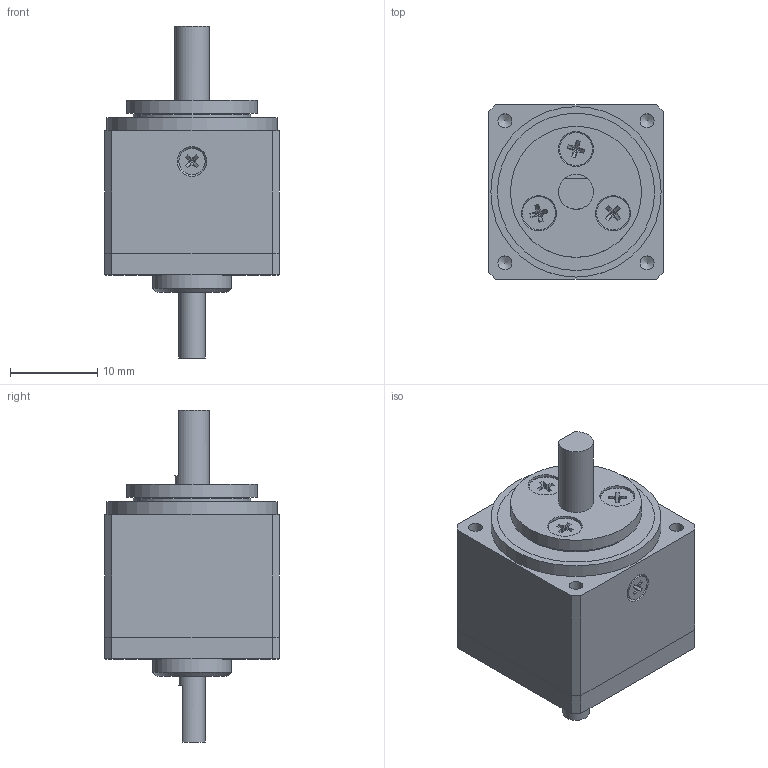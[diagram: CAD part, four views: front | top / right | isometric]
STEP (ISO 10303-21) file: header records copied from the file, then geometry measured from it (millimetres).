
FILE_DESCRIPTION(/* description */ ('STEP AP242','CAx-IF Rec.Pracs.---Representation and Presentation of Product Manufacturing Information (PMI)---4.0---2014-10-13','CAx-IF Rec.Pracs.---3D Tessellated Geometry---0.4---2014-09-14','2;1'),/* implementation_level */ '2;1');
FILE_NAME(/* name */ '68877cd07ce0f65ce4feef96',/* time_stamp */ '2025-07-28T13:36:18Z',/* author */ (''),/* organization */ (''),/* preprocessor_version */ 'ST-DEVELOPER v20',/* originating_system */ 'ONSHAPE BY PTC INC, 1.201',/* authorisation */ ' ');
FILE_SCHEMA (('AP242_MANAGED_MODEL_BASED_3D_ENGINEERING_MIM_LF { 1 0 10303 442 1 1 4 }'));
Length unit declared in the file: metre
Products named in the file (44): CS-05-1U; ????????? M2??5_?A?O; CS-05-1U-03_?A?O; CS05-1U-02_?A?O; CS05-1U-05_?A?O; ????????? M1.6??3_?A?O; CS05-1U-01_?A?O; CS-05???????_?A?O <1>; CS-05-??????????; ??14x0.8  O???_?A?O; CS05-1U-????????_?A?O <1>; ???????  618?u1.5_?A?O; ???????  617?u3_?A?O; CS05-1U-04_?A?O; 13.08x9.8x2.08???????_?A?O
Assembly tree (49 placements, depth 3):
  CS-05-1U
    ????????? M2??5_?A?O  x7
    CS-05-1U-03_?A?O
    CS05-1U-02_?A?O
    CS05-1U-05_?A?O
    ????????? M1.6??3_?A?O
    CS05-1U-01_?A?O
    CS-05???????_?A?O <1>
      CS-05-??????????
      ??14x0.8  O???_?A?O
      CS-05-??????????
    CS05-1U-????????_?A?O <1>
      ???????  618?u1.5_?A?O
      ???????  617?u3_?A?O
      ???????  617?u3_?A?O
      ???????  618?u1.5_?A?O
      ???????  618?u1.5_?A?O
      CS05-1U-04_?A?O
      ???????  617?u3_?A?O
      ???????  618?u1.5_?A?O
      13.08x9.8x2.08???????_?A?O
      ???????  617?u3_?A?O
      ???????  618?u1.5_?A?O
      ???????  618?u1.5_?A?O
      ???????  618?u1.5_?A?O
      ???????  617?u3_?A?O
      ???????  618?u1.5_?A?O
      ???????  617?u3_?A?O
      ???????  617?u3_?A?O
      ???????  617?u3_?A?O
      ???????  617?u3_?A?O
      ???????  617?u3_?A?O
      ???????  617?u3_?A?O
      ???????  618?u1.5_?A?O
      ???????  618?u1.5_?A?O
      ???????  617?u3_?A?O
      ???????  618?u1.5_?A?O
      ???????  618?u1.5_?A?O
      ???????  618?u1.5_?A?O
      ???????  617?u3_?A?O
      ???????  617?u3_?A?O
      ???????  617?u3_?A?O
      ???????  617?u3_?A?O
      ???????  617?u3_?A?O
Bounding box: 20 x 20 x 38 mm (x, y, z)
Volume: 6055.5 mm3; surface area: 8913.8 mm2
Topology: 47 solids, 47 shells, 851 faces, 1837 edges, 1061 vertices
Faces by surface type: plane 407, cylinder 207, sphere 110, torus 67, cone 58, bspline 2
Full cylindrical faces by diameter (mm): 0.95 x1, 1.25 x3, 1.386 x1, 1.5 x2, 1.6 x13, 1.732 x7, 1.8 x1, 2 x7, 2.2 x3, 2.333 x2, 2.4 x4, 2.5 x2, 3 x3, 3.167 x2, 3.2 x1, 3.8 x11, 4 x11, 5 x5, 6 x2, 8 x1, 9 x1, 9.8 x1, 10.4 x2, 11.4 x1, 12.23 x1, 12.48 x1, 12.5 x1, 13.08 x2, 13.5 x3, 13.64 x1
Entity records: 16793 total; most frequent: CARTESIAN_POINT 3632, DIRECTION 2578, ORIENTED_EDGE 2136, AXIS2_PLACEMENT_3D 1186, EDGE_CURVE 1068, FACE_BOUND 867, EDGE_LOOP 858, VERTEX_POINT 775
